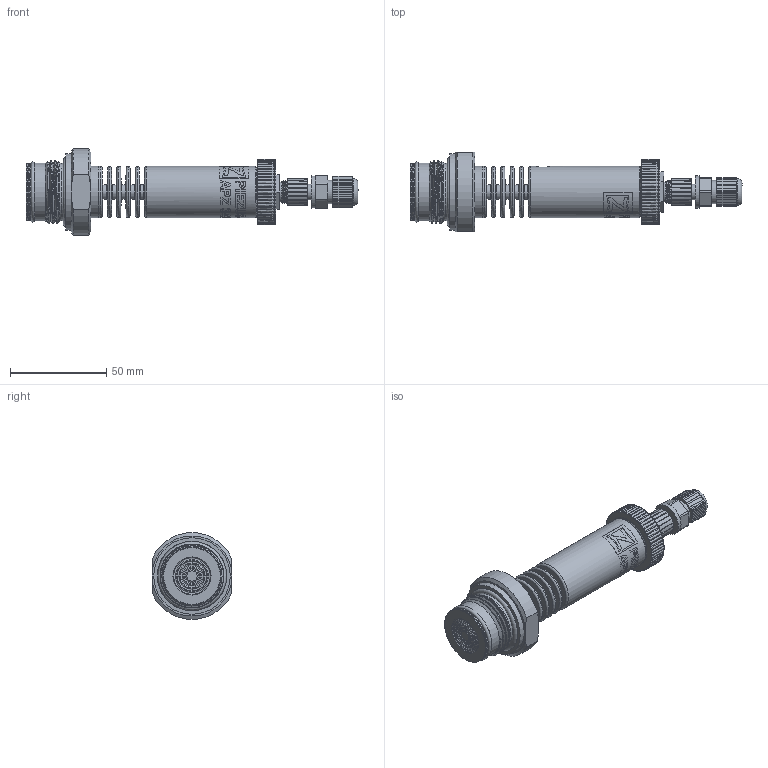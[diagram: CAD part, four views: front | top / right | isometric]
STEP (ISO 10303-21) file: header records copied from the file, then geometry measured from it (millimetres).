
FILE_DESCRIPTION(/* description */ (''),/* implementation_level */ '2;1');
FILE_NAME(/* name */ 'APZ3420m_G1DIN-solidflush_radiator_4.step',/* time_stamp */ '2021-07-06T15:53:00+03:00',/* author */ (''),/* organization */ (''),/* preprocessor_version */ 'ST-DEVELOPER v18.1',/* originating_system */ 'Autodesk Translation Framework v10.9.0.1377',/* authorisation */ '');
FILE_SCHEMA (('AUTOMOTIVE_DESIGN { 1 0 10303 214 3 1 1 }'));
Products named in the file (7): АПЗ 3420м заполненная; OMAL nut M27x1.5; Ш100.000.002; M12x1 male; M12x1 female straight; shell radiator; G1 flush diaphragm
Assembly tree (6 placements, depth 2):
  АПЗ 3420м заполненная
    OMAL nut M27x1.5
    Ш100.000.002
    M12x1 male
    M12x1 female straight
    shell radiator
    G1 flush diaphragm
Bounding box: 172.05 x 41 x 45 mm (x, y, z)
Volume: 89347.2 mm3; surface area: 34331.6 mm2
Topology: 19 solids, 19 shells, 1025 faces, 2824 edges, 1888 vertices
Faces by surface type: bspline 497, plane 278, cylinder 154, cone 52, torus 44
Full cylindrical faces by diameter (mm): 1 x12, 1.5 x4, 2 x2, 4 x1, 7.183 x1, 7.3 x1, 7.5 x5, 8 x3, 8.2 x1, 10.293 x1, 10.6 x2, 10.741 x6, 11.884 x5, 12 x1, 14 x2, 14.137 x4, 14.526 x3, 15.85 x3, 16.203 x3, 17 x1, 21.4 x2, 22.3 x1, 22.5 x1, 24.5 x3, 25.132 x4, 25.526 x4, 26.5 x6, 27.1 x1, 27.208 x5, 29.4 x1
Entity records: 56012 total; most frequent: CARTESIAN_POINT 33420, ORIENTED_EDGE 5648, DIRECTION 3003, EDGE_CURVE 2824, VERTEX_POINT 1888, B_SPLINE_CURVE_WITH_KNOTS 1279, EDGE_LOOP 1096, LINE 1033
